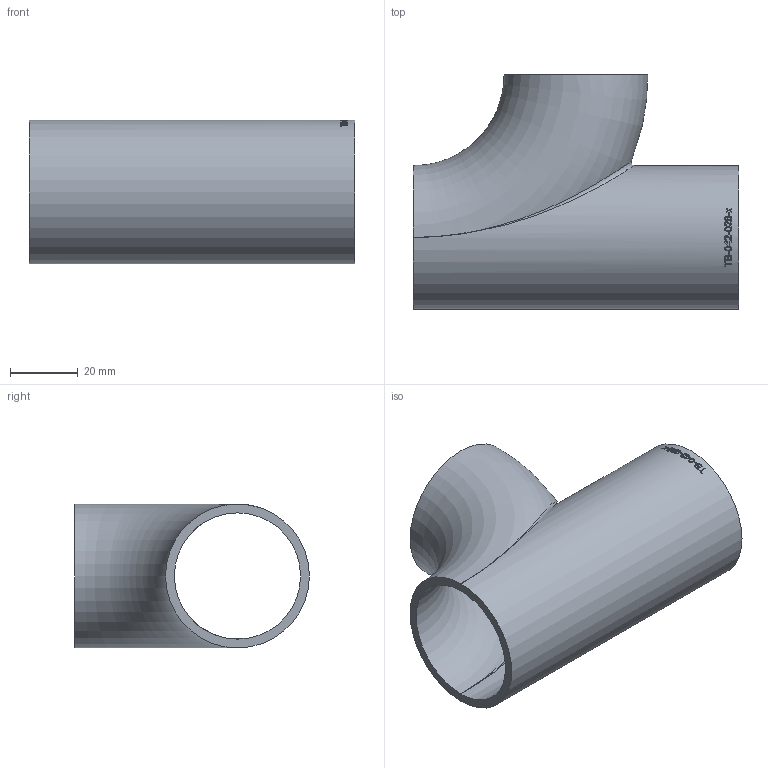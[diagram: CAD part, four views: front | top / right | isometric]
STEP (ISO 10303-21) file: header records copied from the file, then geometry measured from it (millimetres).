
FILE_DESCRIPTION (( 'STEP AP214' ), '1' );
FILE_NAME ('TB-042-026-x T-Bogen 2005.STEP', '2020-05-18T09:31:45', ( '' ), ( '' ), 'SwSTEP 2.0', 'SolidWorks 2019', '' );
FILE_SCHEMA (( 'AUTOMOTIVE_DESIGN' ));
Length unit declared in the file: millimetre
Products named in the file (1): TB-042-026-x T-Bogen 2005
Bounding box: 96 x 69.2 x 42.4 mm (x, y, z)
Volume: 38730.7 mm3; surface area: 30784 mm2
Topology: 1 solids, 1 shells, 159 faces, 422 edges, 277 vertices
Faces by surface type: bspline 81, plane 54, cylinder 22, torus 2
Full cylindrical faces by diameter (mm): 37.2 x1, 42.4 x1
Entity records: 16059 total; most frequent: CARTESIAN_POINT 11297, ORIENTED_EDGE 804, EDGE_CURVE 402, DIRECTION 372, VERTEX_POINT 268, B_SPLINE_CURVE_WITH_KNOTS 252, EDGE_LOOP 182, FACE_OUTER_BOUND 161
